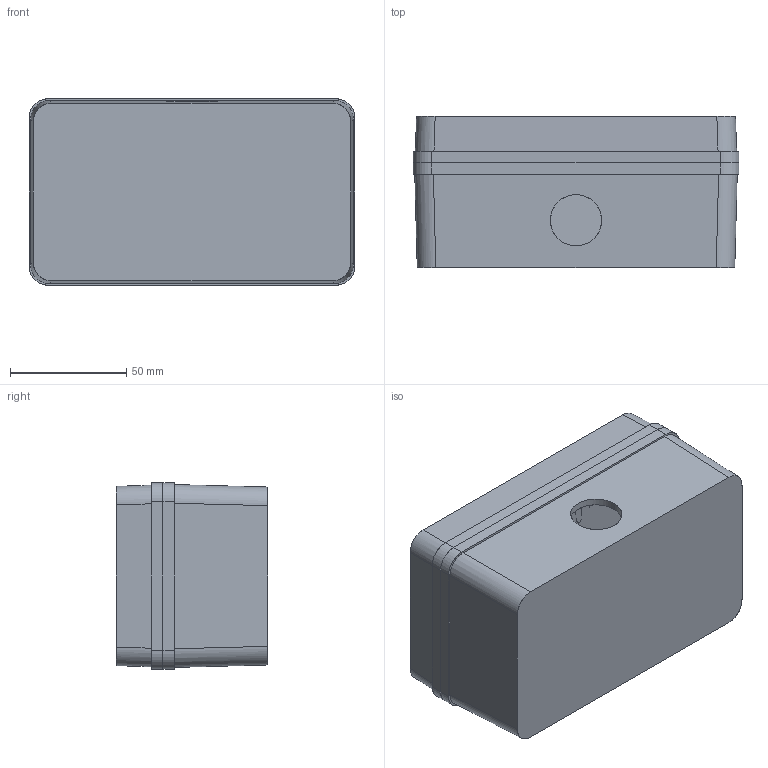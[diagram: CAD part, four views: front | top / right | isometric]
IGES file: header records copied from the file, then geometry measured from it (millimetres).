
Start section: SolidWorks IGES file using analytic representation for surfaces
Global section: file name: PD686.IGS; native system: SolidWorks 2016; preprocessor: SolidWorks 2016; author: sbavar; date: 160818.162322; units: millimetre
Bounding box: 140 x 65 x 80 mm (x, y, z)
Surface area: 117608.5 mm2 (no closed solid volume)
Topology: 0 solids, 0 shells, 588 faces, 4748 edges, 4748 vertices
Faces by surface type: bspline 516, revolution 72
